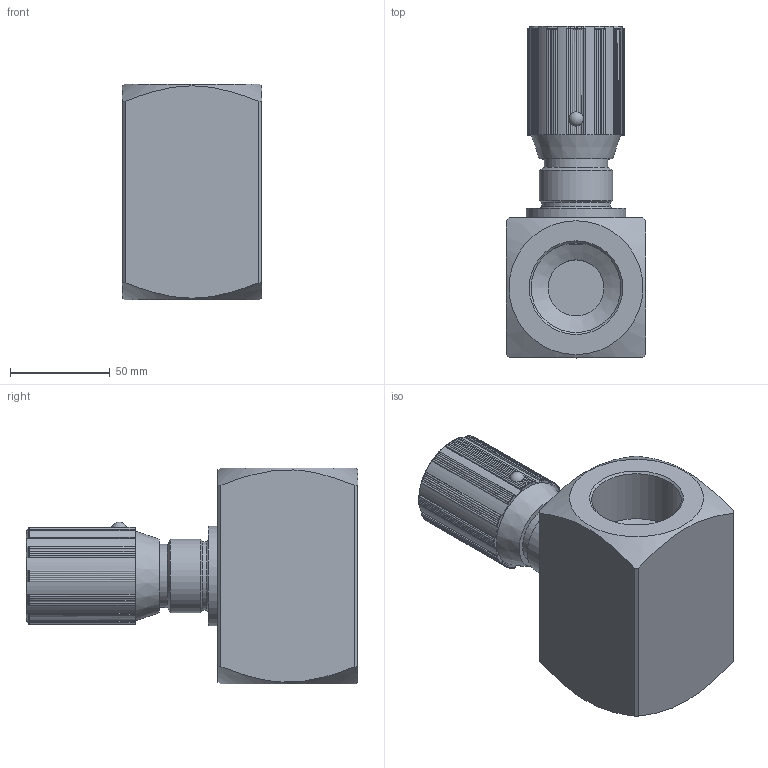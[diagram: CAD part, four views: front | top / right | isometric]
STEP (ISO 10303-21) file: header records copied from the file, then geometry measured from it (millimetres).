
FILE_DESCRIPTION(/* description */ (''),/* implementation_level */ '2;1');
FILE_NAME(/* name */ 'RDV11_2.stp',/* time_stamp */ '2018-01-18T12:52:31+01:00',/* author */ ('tb'),/* organization */ (''),/* preprocessor_version */ 'ST-DEVELOPER v17',/* originating_system */ 'Autodesk Inventor 2018',/* authorisation */ '');
FILE_SCHEMA (('AUTOMOTIVE_DESIGN { 1 0 10303 214 3 1 1 }'));
Length unit declared in the file: millimetre
Products named in the file (1): 94209-01-917-33264_Shrinkwrap_1
Bounding box: 70 x 166 x 108 mm (x, y, z)
Volume: 522928.1 mm3; surface area: 90748.7 mm2
Topology: 1 solids, 6 shells, 390 faces, 1120 edges, 731 vertices
Faces by surface type: plane 185, cylinder 170, cone 28, torus 6, sphere 1
Full cylindrical faces by diameter (mm): 4 x2, 4.917 x1, 7.4 x1, 7.5 x1, 8.25 x1, 13.5 x2, 16.376 x3, 28 x1, 28.5 x1, 31.7 x2, 34.5 x1, 37 x1, 40 x1, 40.8 x1, 41 x1, 42.5 x1, 44.845 x2, 50 x1, 51 x1
Entity records: 15704 total; most frequent: CARTESIAN_POINT 5059, ORIENTED_EDGE 2270, DIRECTION 2063, EDGE_CURVE 1135, AXIS2_PLACEMENT_3D 763, VERTEX_POINT 731, LINE 537, VECTOR 537
